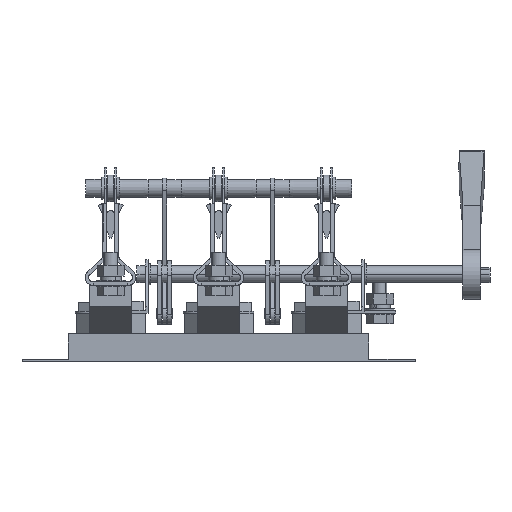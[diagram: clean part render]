
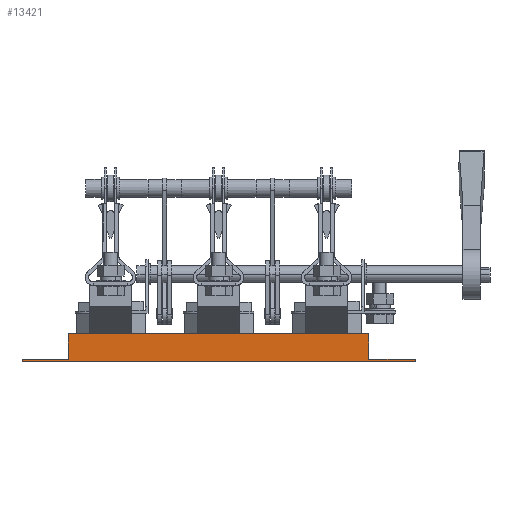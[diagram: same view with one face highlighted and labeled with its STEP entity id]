
A CAD part, front view. The second image highlights one B-rep face of the part: STEP entity #13421.
In plain terms, the highlighted planar face has unit normal (0, -1, 0).
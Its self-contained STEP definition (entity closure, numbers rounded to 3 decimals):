
#108 = PLANE ( 'NONE',  #21789 ) ;
#149 = EDGE_LOOP ( 'NONE', ( #26909, #27151, #27352, #27825, #28222, #28741, #29072, #29189 ) ) ;
#381 = DIRECTION ( 'NONE',  ( 1., 0., 0. ) ) ;
#1122 = CARTESIAN_POINT ( 'NONE',  ( -108.5, -65., 20. ) ) ;
#1334 = DIRECTION ( 'NONE',  ( 0., 1., 0. ) ) ;
#1483 = DIRECTION ( 'NONE',  ( 0., 0., -1. ) ) ;
#2983 = CARTESIAN_POINT ( 'NONE',  ( -108.5, -65., 20. ) ) ;
#3555 = LINE ( 'NONE', #17573, #10464 ) ;
#5550 = DIRECTION ( 'NONE',  ( 0., 0., -1. ) ) ;
#5713 = CARTESIAN_POINT ( 'NONE',  ( 108.5, -65., 20. ) ) ;
#6555 = CARTESIAN_POINT ( 'NONE',  ( 142., -65., 1.5 ) ) ;
#6569 = VERTEX_POINT ( 'NONE', #34912 ) ;
#6608 = VERTEX_POINT ( 'NONE', #34271 ) ;
#7072 = VERTEX_POINT ( 'NONE', #26741 ) ;
#7648 = VERTEX_POINT ( 'NONE', #16653 ) ;
#8137 = VECTOR ( 'NONE', #20994, 1000. ) ;
#8819 = DIRECTION ( 'NONE',  ( -1., 0., 0. ) ) ;
#9059 = LINE ( 'NONE', #6555, #8137 ) ;
#10186 = VERTEX_POINT ( 'NONE', #17131 ) ;
#10223 = VECTOR ( 'NONE', #5550, 1000. ) ;
#10464 = VECTOR ( 'NONE', #20602, 1000. ) ;
#10868 = VECTOR ( 'NONE', #381, 1000. ) ;
#11385 = LINE ( 'NONE', #28981, #19048 ) ;
#13421 = ADVANCED_FACE ( 'NONE', ( #28211 ), #108, .F. ) ;
#14441 = EDGE_CURVE ( 'NONE', #10186, #7648, #33972, .T. ) ;
#14651 = DIRECTION ( 'NONE',  ( 0., 0., -1. ) ) ;
#15950 = LINE ( 'NONE', #2983, #30173 ) ;
#16364 = VECTOR ( 'NONE', #32101, 1000. ) ;
#16581 = EDGE_CURVE ( 'NONE', #36242, #6608, #15950, .T. ) ;
#16653 = CARTESIAN_POINT ( 'NONE',  ( 108.5, -65., 1.5 ) ) ;
#17131 = CARTESIAN_POINT ( 'NONE',  ( 108.5, -65., 20. ) ) ;
#17248 = EDGE_CURVE ( 'NONE', #7072, #35372, #18570, .T. ) ;
#17272 = LINE ( 'NONE', #29241, #16364 ) ;
#17297 = EDGE_CURVE ( 'NONE', #34897, #35372, #9059, .T. ) ;
#17502 = CARTESIAN_POINT ( 'NONE',  ( -108.5, -65., 20. ) ) ;
#17573 = CARTESIAN_POINT ( 'NONE',  ( -108.5, -65., 20. ) ) ;
#17656 = EDGE_CURVE ( 'NONE', #34897, #7648, #11385, .T. ) ;
#17666 = EDGE_CURVE ( 'NONE', #36242, #10186, #3555, .T. ) ;
#17713 = EDGE_CURVE ( 'NONE', #6608, #6569, #17272, .T. ) ;
#17937 = EDGE_CURVE ( 'NONE', #6569, #7072, #31017, .T. ) ;
#18570 = LINE ( 'NONE', #26161, #10868 ) ;
#19048 = VECTOR ( 'NONE', #8819, 1000. ) ;
#20602 = DIRECTION ( 'NONE',  ( 1., 0., 0. ) ) ;
#20994 = DIRECTION ( 'NONE',  ( 0., 0., -1. ) ) ;
#21789 = AXIS2_PLACEMENT_3D ( 'NONE', #1122, #1334, #37367 ) ;
#21799 = CARTESIAN_POINT ( 'NONE',  ( -142., -65., 1.5 ) ) ;
#25890 = CARTESIAN_POINT ( 'NONE',  ( 142., -65., 1.5 ) ) ;
#26161 = CARTESIAN_POINT ( 'NONE',  ( -108.5, -65., 0. ) ) ;
#26741 = CARTESIAN_POINT ( 'NONE',  ( -142., -65., 0. ) ) ;
#26909 = ORIENTED_EDGE ( 'NONE', *, *, #17248, .T. ) ;
#27151 = ORIENTED_EDGE ( 'NONE', *, *, #17297, .F. ) ;
#27352 = ORIENTED_EDGE ( 'NONE', *, *, #17656, .T. ) ;
#27825 = ORIENTED_EDGE ( 'NONE', *, *, #14441, .F. ) ;
#27968 = CARTESIAN_POINT ( 'NONE',  ( 142., -65., 0. ) ) ;
#28211 = FACE_OUTER_BOUND ( 'NONE', #149, .T. ) ;
#28222 = ORIENTED_EDGE ( 'NONE', *, *, #17666, .F. ) ;
#28741 = ORIENTED_EDGE ( 'NONE', *, *, #16581, .T. ) ;
#28981 = CARTESIAN_POINT ( 'NONE',  ( 108.5, -65., 1.5 ) ) ;
#29072 = ORIENTED_EDGE ( 'NONE', *, *, #17713, .T. ) ;
#29189 = ORIENTED_EDGE ( 'NONE', *, *, #17937, .T. ) ;
#29241 = CARTESIAN_POINT ( 'NONE',  ( -108.5, -65., 1.5 ) ) ;
#30173 = VECTOR ( 'NONE', #14651, 1000. ) ;
#31017 = LINE ( 'NONE', #21799, #31877 ) ;
#31877 = VECTOR ( 'NONE', #1483, 1000. ) ;
#32101 = DIRECTION ( 'NONE',  ( -1., 0., 0. ) ) ;
#33972 = LINE ( 'NONE', #5713, #10223 ) ;
#34271 = CARTESIAN_POINT ( 'NONE',  ( -108.5, -65., 1.5 ) ) ;
#34897 = VERTEX_POINT ( 'NONE', #25890 ) ;
#34912 = CARTESIAN_POINT ( 'NONE',  ( -142., -65., 1.5 ) ) ;
#35372 = VERTEX_POINT ( 'NONE', #27968 ) ;
#36242 = VERTEX_POINT ( 'NONE', #17502 ) ;
#37367 = DIRECTION ( 'NONE',  ( 0., 0., 1. ) ) ;
